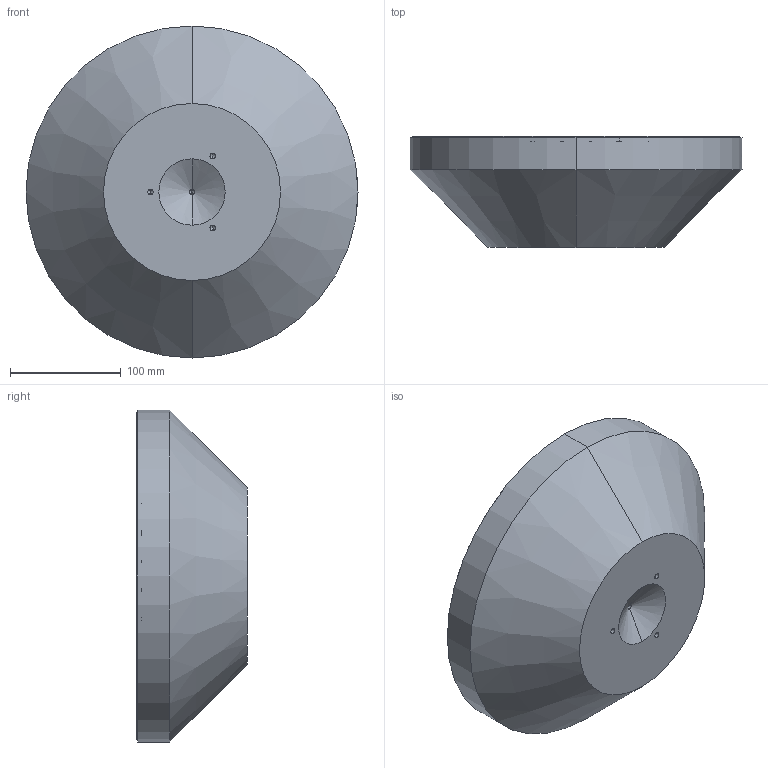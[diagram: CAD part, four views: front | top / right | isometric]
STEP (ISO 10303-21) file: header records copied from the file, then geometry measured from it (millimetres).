
FILE_DESCRIPTION (( 'STEP AP214' ), '1' );
FILE_NAME ('S1030002.STEP', '2019-08-23T19:08:21', ( '' ), ( '' ), 'SwSTEP 2.0', 'SolidWorks 2019', '' );
FILE_SCHEMA (( 'AUTOMOTIVE_DESIGN' ));
Length unit declared in the file: inch
Products named in the file (1): S1030002
Bounding box: 300 x 100 x 300 mm (x, y, z)
Volume: 5099239.4 mm3; surface area: 337126.2 mm2
Topology: 2 solids, 2 shells, 38 faces, 82 edges, 45 vertices
Faces by surface type: cylinder 18, cone 14, plane 6
Entity records: 1586 total; most frequent: CARTESIAN_POINT 239, DIRECTION 186, ORIENTED_EDGE 144, AXIS2_PLACEMENT_3D 77, EDGE_CURVE 72, VERTEX_POINT 45, EDGE_LOOP 45, UNCERTAINTY_MEASURE_WITH_UNIT 42
